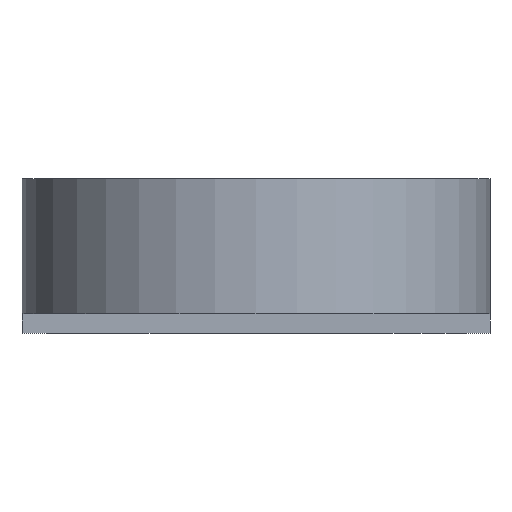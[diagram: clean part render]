
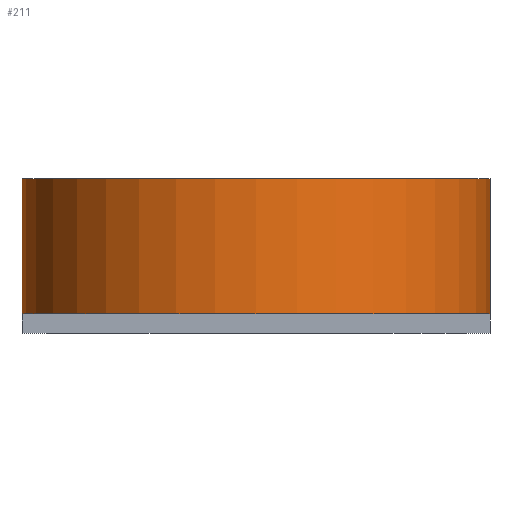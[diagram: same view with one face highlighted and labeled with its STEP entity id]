
A CAD part, front view. The second image highlights one B-rep face of the part: STEP entity #211.
In plain terms, the highlighted cylindrical face has radius 48.5 mm (diameter 97 mm), a full revolution.
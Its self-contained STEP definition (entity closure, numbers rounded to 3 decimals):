
#29=FACE_OUTER_BOUND('',#43,.T.);
#43=EDGE_LOOP('',(#152,#153,#154,#155,#156,#157,#158));
#60=LINE('',#337,#79);
#79=VECTOR('',#270,48.5);
#98=CIRCLE('',#240,48.5);
#99=CIRCLE('',#241,48.5);
#100=CIRCLE('',#242,48.5);
#101=CIRCLE('',#243,48.5);
#102=CIRCLE('',#244,48.5);
#107=VERTEX_POINT('',#331);
#108=VERTEX_POINT('',#332);
#109=VERTEX_POINT('',#334);
#110=VERTEX_POINT('',#336);
#111=VERTEX_POINT('',#339);
#124=EDGE_CURVE('',#107,#108,#98,.T.);
#125=EDGE_CURVE('',#109,#107,#99,.T.);
#126=EDGE_CURVE('',#109,#110,#60,.T.);
#127=EDGE_CURVE('',#110,#110,#100,.T.);
#128=EDGE_CURVE('',#111,#109,#101,.T.);
#129=EDGE_CURVE('',#108,#111,#102,.T.);
#152=ORIENTED_EDGE('',*,*,#124,.F.);
#153=ORIENTED_EDGE('',*,*,#125,.F.);
#154=ORIENTED_EDGE('',*,*,#126,.T.);
#155=ORIENTED_EDGE('',*,*,#127,.F.);
#156=ORIENTED_EDGE('',*,*,#126,.F.);
#157=ORIENTED_EDGE('',*,*,#128,.F.);
#158=ORIENTED_EDGE('',*,*,#129,.F.);
#208=CYLINDRICAL_SURFACE('',#239,48.5);
#211=ADVANCED_FACE('',(#29),#208,.T.);
#239=AXIS2_PLACEMENT_3D('',#330,#264,#265);
#240=AXIS2_PLACEMENT_3D('',#333,#266,#267);
#241=AXIS2_PLACEMENT_3D('',#335,#268,#269);
#242=AXIS2_PLACEMENT_3D('',#338,#271,#272);
#243=AXIS2_PLACEMENT_3D('',#340,#273,#274);
#244=AXIS2_PLACEMENT_3D('',#341,#275,#276);
#264=DIRECTION('center_axis',(0.,0.,-1.));
#265=DIRECTION('ref_axis',(1.,0.,0.));
#266=DIRECTION('center_axis',(0.,0.,-1.));
#267=DIRECTION('ref_axis',(1.,0.,0.));
#268=DIRECTION('center_axis',(0.,0.,-1.));
#269=DIRECTION('ref_axis',(1.,0.,0.));
#270=DIRECTION('',(0.,0.,1.));
#271=DIRECTION('center_axis',(0.,0.,1.));
#272=DIRECTION('ref_axis',(1.,0.,0.));
#273=DIRECTION('center_axis',(0.,0.,-1.));
#274=DIRECTION('ref_axis',(1.,0.,0.));
#275=DIRECTION('center_axis',(0.,0.,-1.));
#276=DIRECTION('ref_axis',(1.,0.,0.));
#330=CARTESIAN_POINT('Origin',(0.,0.,0.));
#331=CARTESIAN_POINT('',(0.,48.5,2.));
#332=CARTESIAN_POINT('',(48.5,0.,2.));
#333=CARTESIAN_POINT('Origin',(0.,0.,2.));
#334=CARTESIAN_POINT('',(-48.5,0.,2.));
#335=CARTESIAN_POINT('Origin',(0.,0.,2.));
#336=CARTESIAN_POINT('',(-48.5,0.,30.));
#337=CARTESIAN_POINT('',(-48.5,0.,0.));
#338=CARTESIAN_POINT('Origin',(0.,0.,30.));
#339=CARTESIAN_POINT('',(0.,-48.5,2.));
#340=CARTESIAN_POINT('Origin',(0.,0.,2.));
#341=CARTESIAN_POINT('Origin',(0.,0.,2.));
